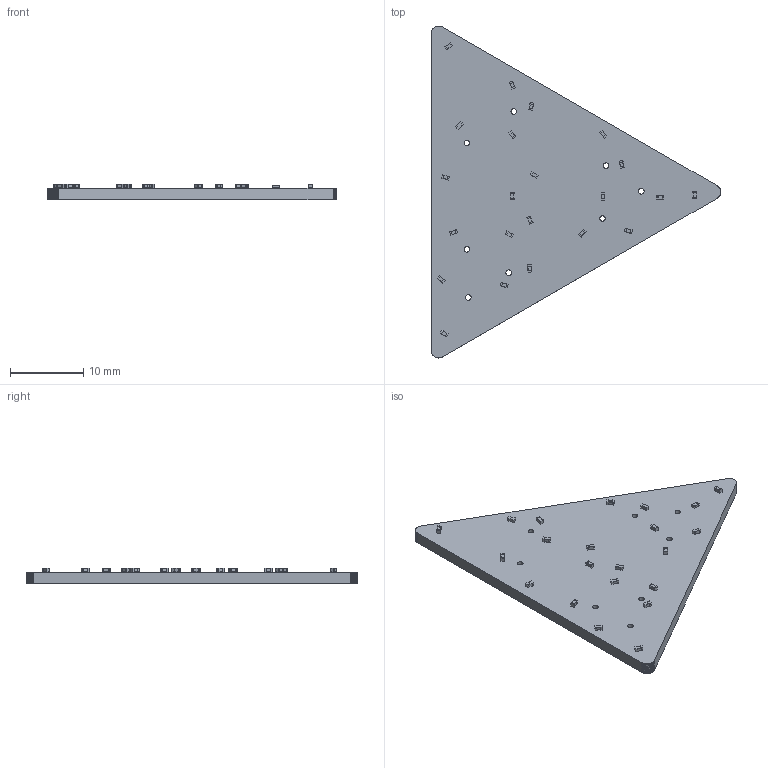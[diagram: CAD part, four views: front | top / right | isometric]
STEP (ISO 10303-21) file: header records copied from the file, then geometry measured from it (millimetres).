
FILE_DESCRIPTION(('KiCad electronic assembly'),'2;1');
FILE_NAME('Plato_A1.step','2024-04-29T04:08:23',('Pcbnew'),('Kicad'), 'Open CASCADE STEP processor 7.7','KiCad to STEP converter','Unknown' );
FILE_SCHEMA(('AUTOMOTIVE_DESIGN { 1 0 10303 214 1 1 1 1 }'));
Length unit declared in the file: millimetre
Products named in the file (6): Plato_A1 1; R_0402_1005Metric; C_0402_1005Metric; _autosave-Plato_A1_PCB
Assembly tree (25 placements, depth 3):
  Plato_A1 1
    R_0402_1005Metric
      R_0402_1005Metric
    C_0402_1005Metric  x21
      C_0402_1005Metric
    _autosave-Plato_A1_PCB
Bounding box: 39.5 x 45.3 x 2.15 mm (x, y, z)
Volume: 1511 mm3; surface area: 2184.5 mm2
Topology: 23 solids, 23 shells, 690 faces, 1802 edges, 1200 vertices
Faces by surface type: plane 422, cylinder 268
Full cylindrical faces by diameter (mm): 0.762 x8
Entity records: 4811 total; most frequent: CARTESIAN_POINT 758, DIRECTION 730, ORIENTED_EDGE 724, EDGE_CURVE 362, LINE 306, VECTOR 306, VERTEX_POINT 240, AXIS2_PLACEMENT_3D 212
